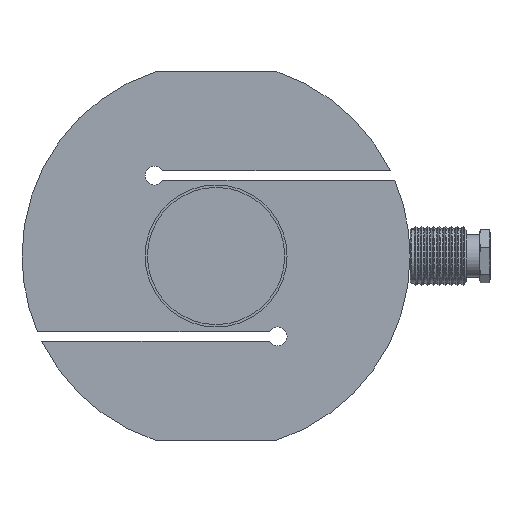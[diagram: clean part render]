
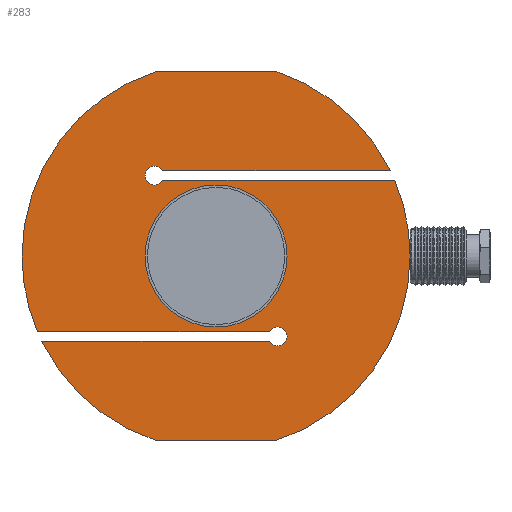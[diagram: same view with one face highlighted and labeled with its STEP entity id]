
A CAD part, front view. The second image highlights one B-rep face of the part: STEP entity #283.
In plain terms, the highlighted planar face has unit normal (0, -1, 0).
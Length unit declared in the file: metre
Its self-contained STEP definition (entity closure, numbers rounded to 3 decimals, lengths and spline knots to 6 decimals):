
#283=ADVANCED_FACE('0:99',(#648,#649),#650,.T.);
#648=FACE_OUTER_BOUND('',#1106,.T.);
#649=FACE_BOUND('',#1107,.T.);
#650=PLANE('',#1108);
#1106=EDGE_LOOP('',(#1723,#1724,#1725,#1726,#1727,#1728,#1729,#1730,#1731,#1732,#1733,#1734,#1735,#1736,#1737,#1738));
#1107=EDGE_LOOP('',(#1739,#1740));
#1108=AXIS2_PLACEMENT_3D('',#1741,#1742,#1743);
#1723=ORIENTED_EDGE('',*,*,#2743,.F.);
#1724=ORIENTED_EDGE('',*,*,#2721,.F.);
#1725=ORIENTED_EDGE('',*,*,#2694,.F.);
#1726=ORIENTED_EDGE('',*,*,#2660,.F.);
#1727=ORIENTED_EDGE('',*,*,#2740,.F.);
#1728=ORIENTED_EDGE('',*,*,#2712,.F.);
#1729=ORIENTED_EDGE('',*,*,#2635,.F.);
#1730=ORIENTED_EDGE('',*,*,#2726,.T.);
#1731=ORIENTED_EDGE('',*,*,#2747,.T.);
#1732=ORIENTED_EDGE('',*,*,#2717,.T.);
#1733=ORIENTED_EDGE('',*,*,#2653,.F.);
#1734=ORIENTED_EDGE('',*,*,#2700,.F.);
#1735=ORIENTED_EDGE('',*,*,#2737,.F.);
#1736=ORIENTED_EDGE('',*,*,#2638,.F.);
#1737=ORIENTED_EDGE('',*,*,#2710,.F.);
#1738=ORIENTED_EDGE('',*,*,#2730,.F.);
#1739=ORIENTED_EDGE('',*,*,#2645,.F.);
#1740=ORIENTED_EDGE('',*,*,#2705,.F.);
#1741=CARTESIAN_POINT('',(-0.022309,-0.009583,0.));
#1742=DIRECTION('',(0.,-1.0,0.));
#1743=DIRECTION('',(-1.0,0.,0.0));
#2635=EDGE_CURVE('0:183',#3086,#3082,#3088,.T.);
#2638=EDGE_CURVE('',#3090,#3093,#3094,.T.);
#2645=EDGE_CURVE('0:162',#3104,#3100,#3106,.T.);
#2653=EDGE_CURVE('',#3117,#3120,#3121,.T.);
#2660=EDGE_CURVE('0:135',#3131,#3127,#3133,.T.);
#2694=EDGE_CURVE('',#3127,#3183,#3184,.T.);
#2700=EDGE_CURVE('0:141',#3191,#3117,#3193,.T.);
#2705=EDGE_CURVE('',#3100,#3104,#3198,.T.);
#2710=EDGE_CURVE('0:165',#3203,#3090,#3205,.T.);
#2712=EDGE_CURVE('',#3082,#3207,#3208,.T.);
#2717=EDGE_CURVE('0:192',#3215,#3120,#3216,.T.);
#2721=EDGE_CURVE('0:201',#3183,#3221,#3222,.T.);
#2726=EDGE_CURVE('0:213',#3086,#3227,#3229,.T.);
#2730=EDGE_CURVE('0:222',#3233,#3203,#3235,.T.);
#2737=EDGE_CURVE('0:228',#3093,#3191,#3242,.T.);
#2740=EDGE_CURVE('0:234',#3207,#3131,#3245,.T.);
#2743=EDGE_CURVE('0:240',#3221,#3233,#3248,.T.);
#2747=EDGE_CURVE('0:246',#3227,#3215,#3252,.T.);
#3082=VERTEX_POINT('',#3705);
#3086=VERTEX_POINT('',#3710);
#3088=CIRCLE('',#3713,0.002);
#3090=VERTEX_POINT('',#3715);
#3093=VERTEX_POINT('',#3719);
#3094=CIRCLE('',#3720,0.002);
#3100=VERTEX_POINT('',#3727);
#3104=VERTEX_POINT('',#3732);
#3106=CIRCLE('',#3735,0.015);
#3117=VERTEX_POINT('',#3748);
#3120=VERTEX_POINT('',#3752);
#3121=CIRCLE('',#3753,0.041);
#3127=VERTEX_POINT('',#3760);
#3131=VERTEX_POINT('',#3765);
#3133=CIRCLE('',#3768,0.041);
#3183=VERTEX_POINT('',#3826);
#3184=CIRCLE('',#3827,0.041);
#3191=VERTEX_POINT('',#3835);
#3193=CIRCLE('',#3838,0.041);
#3198=CIRCLE('',#3843,0.015);
#3203=VERTEX_POINT('',#3848);
#3205=CIRCLE('',#3851,0.002);
#3207=VERTEX_POINT('',#3853);
#3208=CIRCLE('',#3854,0.002);
#3215=VERTEX_POINT('',#3863);
#3216=LINE('',#3864,#3865);
#3221=VERTEX_POINT('',#3872);
#3222=LINE('',#3873,#3874);
#3227=VERTEX_POINT('',#3881);
#3229=LINE('',#3884,#3885);
#3233=VERTEX_POINT('',#3890);
#3235=LINE('',#3893,#3894);
#3242=LINE('',#3902,#3903);
#3245=LINE('',#3907,#3908);
#3248=CIRCLE('',#3911,0.041);
#3252=CIRCLE('',#3915,0.041);
#3705=CARTESIAN_POINT('',(-0.007309,-0.009583,-0.017));
#3710=CARTESIAN_POINT('',(-0.011041,-0.009583,-0.018));
#3713=AXIS2_PLACEMENT_3D('',#4501,#4502,#4503);
#3715=CARTESIAN_POINT('',(-0.037309,-0.009583,0.017));
#3719=CARTESIAN_POINT('',(-0.033577,-0.009583,0.016));
#3720=AXIS2_PLACEMENT_3D('',#4505,#4506,#4507);
#3727=CARTESIAN_POINT('',(-0.007309,-0.009583,0.));
#3732=CARTESIAN_POINT('',(-0.037309,-0.009583,0.));
#3735=AXIS2_PLACEMENT_3D('',#4517,#4518,#4519);
#3748=CARTESIAN_POINT('',(0.018691,-0.009583,0.));
#3752=CARTESIAN_POINT('',(-0.00966,-0.009583,-0.039));
#3753=AXIS2_PLACEMENT_3D('',#4529,#4530,#4531);
#3760=CARTESIAN_POINT('',(-0.063309,-0.009583,0.));
#3765=CARTESIAN_POINT('',(-0.060058,-0.009583,-0.016));
#3768=AXIS2_PLACEMENT_3D('',#4541,#4542,#4543);
#3826=CARTESIAN_POINT('',(-0.034958,-0.009583,0.039));
#3827=AXIS2_PLACEMENT_3D('',#4600,#4601,#4602);
#3835=CARTESIAN_POINT('',(0.01544,-0.009583,0.016));
#3838=AXIS2_PLACEMENT_3D('',#4611,#4612,#4613);
#3843=AXIS2_PLACEMENT_3D('',#4620,#4621,#4622);
#3848=CARTESIAN_POINT('',(-0.033577,-0.009583,0.018));
#3851=AXIS2_PLACEMENT_3D('',#4630,#4631,#4632);
#3853=CARTESIAN_POINT('',(-0.011041,-0.009583,-0.016));
#3854=AXIS2_PLACEMENT_3D('',#4633,#4634,#4635);
#3863=CARTESIAN_POINT('',(-0.034958,-0.009583,-0.039));
#3864=CARTESIAN_POINT('',(-0.00966,-0.009583,-0.039));
#3865=VECTOR('',#4641,1.0);
#3872=CARTESIAN_POINT('',(-0.00966,-0.009583,0.039));
#3873=CARTESIAN_POINT('',(-0.00966,-0.009583,0.039));
#3874=VECTOR('',#4644,1.0);
#3881=CARTESIAN_POINT('',(-0.059147,-0.009583,-0.018));
#3884=CARTESIAN_POINT('',(-0.059147,-0.009583,-0.018));
#3885=VECTOR('',#4648,1.0);
#3890=CARTESIAN_POINT('',(0.014528,-0.009583,0.018));
#3893=CARTESIAN_POINT('',(0.014528,-0.009583,0.018));
#3894=VECTOR('',#4651,1.0);
#3902=CARTESIAN_POINT('',(-0.033577,-0.009583,0.016));
#3903=VECTOR('',#4653,1.0);
#3907=CARTESIAN_POINT('',(-0.011041,-0.009583,-0.016));
#3908=VECTOR('',#4655,1.0);
#3911=AXIS2_PLACEMENT_3D('',#4659,#4660,#4661);
#3915=AXIS2_PLACEMENT_3D('',#4665,#4666,#4667);
#4501=CARTESIAN_POINT('',(-0.009309,-0.009583,-0.017));
#4502=DIRECTION('',(0.,-1.0,0.));
#4503=DIRECTION('',(-1.0,0.,0.));
#4505=CARTESIAN_POINT('',(-0.035309,-0.009583,0.017));
#4506=DIRECTION('',(0.,-1.0,0.));
#4507=DIRECTION('',(-1.0,0.,0.));
#4517=CARTESIAN_POINT('',(-0.022309,-0.009583,0.));
#4518=DIRECTION('',(0.,-1.0,0.));
#4519=DIRECTION('',(-1.0,0.,0.0));
#4529=CARTESIAN_POINT('',(-0.022309,-0.009583,0.));
#4530=DIRECTION('',(0.,1.0,0.));
#4531=DIRECTION('',(-1.0,0.,0.0));
#4541=CARTESIAN_POINT('',(-0.022309,-0.009583,0.));
#4542=DIRECTION('',(0.,1.0,0.));
#4543=DIRECTION('',(-1.0,0.,0.0));
#4600=CARTESIAN_POINT('',(-0.022309,-0.009583,0.));
#4601=DIRECTION('',(0.,1.0,0.));
#4602=DIRECTION('',(-1.0,0.,0.0));
#4611=CARTESIAN_POINT('',(-0.022309,-0.009583,0.));
#4612=DIRECTION('',(0.,1.0,0.));
#4613=DIRECTION('',(-1.0,0.,0.0));
#4620=CARTESIAN_POINT('',(-0.022309,-0.009583,0.));
#4621=DIRECTION('',(0.,-1.0,0.));
#4622=DIRECTION('',(-1.0,0.,0.0));
#4630=CARTESIAN_POINT('',(-0.035309,-0.009583,0.017));
#4631=DIRECTION('',(0.,-1.0,0.));
#4632=DIRECTION('',(-1.0,0.,0.));
#4633=CARTESIAN_POINT('',(-0.009309,-0.009583,-0.017));
#4634=DIRECTION('',(0.,-1.0,0.));
#4635=DIRECTION('',(-1.0,0.,0.));
#4641=DIRECTION('',(1.0,0.,0.0));
#4644=DIRECTION('',(1.0,0.,0.0));
#4648=DIRECTION('',(-1.0,0.,0.));
#4651=DIRECTION('',(-1.0,0.,0.));
#4653=DIRECTION('',(1.0,0.,0.0));
#4655=DIRECTION('',(-1.0,0.,0.));
#4659=CARTESIAN_POINT('',(-0.022309,-0.009583,0.));
#4660=DIRECTION('',(0.,1.0,0.));
#4661=DIRECTION('',(-1.0,0.,0.0));
#4665=CARTESIAN_POINT('',(-0.022309,-0.009583,0.));
#4666=DIRECTION('',(0.,-1.0,0.));
#4667=DIRECTION('',(-1.0,0.,0.0));
